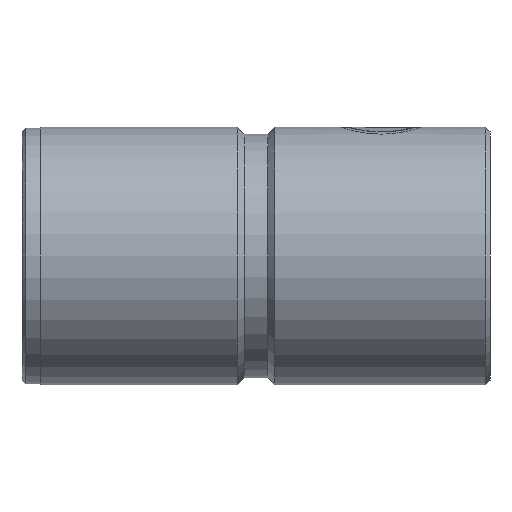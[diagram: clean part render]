
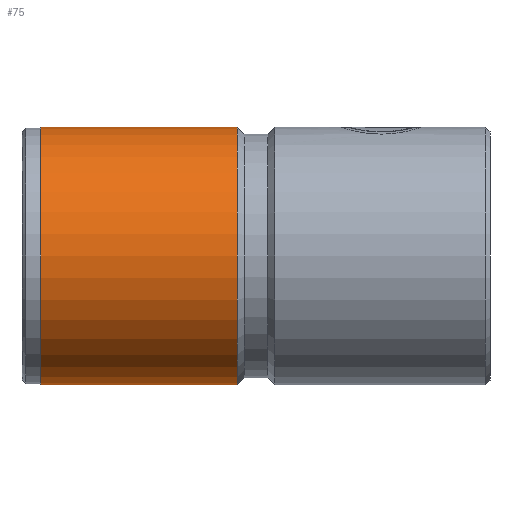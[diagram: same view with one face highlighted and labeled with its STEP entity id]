
A CAD part, left-side view. The second image highlights one B-rep face of the part: STEP entity #75.
In plain terms, the highlighted cylindrical face has radius 27.5 mm (diameter 55 mm), a partial arc.
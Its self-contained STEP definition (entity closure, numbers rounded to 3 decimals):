
#32 = LINE ( 'NONE', #956, #1101 ) ;
#75 = ADVANCED_FACE ( 'NONE', ( #1239 ), #1511, .T. ) ;
#90 = AXIS2_PLACEMENT_3D ( 'NONE', #383, #1334, #516 ) ;
#181 = CARTESIAN_POINT ( 'NONE',  ( 0., 54., 0. ) ) ;
#264 = ORIENTED_EDGE ( 'NONE', *, *, #876, .T. ) ;
#335 = DIRECTION ( 'NONE',  ( 0., 0., -1. ) ) ;
#346 = EDGE_CURVE ( 'NONE', #591, #526, #847, .T. ) ;
#381 = EDGE_LOOP ( 'NONE', ( #1233, #959, #264, #545 ) ) ;
#383 = CARTESIAN_POINT ( 'NONE',  ( 0., 96., 0. ) ) ;
#395 = CARTESIAN_POINT ( 'NONE',  ( 0., 0., 27.5 ) ) ;
#422 = EDGE_CURVE ( 'NONE', #591, #1412, #445, .T. ) ;
#433 = VECTOR ( 'NONE', #528, 1000. ) ;
#434 = CARTESIAN_POINT ( 'NONE',  ( 0., 0., 0. ) ) ;
#445 = LINE ( 'NONE', #395, #433 ) ;
#516 = DIRECTION ( 'NONE',  ( 0., 0., -1. ) ) ;
#526 = VERTEX_POINT ( 'NONE', #1448 ) ;
#528 = DIRECTION ( 'NONE',  ( 0., -1., 0. ) ) ;
#545 = ORIENTED_EDGE ( 'NONE', *, *, #1087, .F. ) ;
#569 = DIRECTION ( 'NONE',  ( 0., 0., -1. ) ) ;
#591 = VERTEX_POINT ( 'NONE', #1263 ) ;
#716 = VERTEX_POINT ( 'NONE', #1588 ) ;
#847 = CIRCLE ( 'NONE', #90, 27.5 ) ;
#849 = AXIS2_PLACEMENT_3D ( 'NONE', #434, #1254, #569 ) ;
#876 = EDGE_CURVE ( 'NONE', #526, #716, #32, .T. ) ;
#956 = CARTESIAN_POINT ( 'NONE',  ( 0., 0., -27.5 ) ) ;
#959 = ORIENTED_EDGE ( 'NONE', *, *, #346, .T. ) ;
#960 = AXIS2_PLACEMENT_3D ( 'NONE', #181, #1143, #335 ) ;
#1035 = CARTESIAN_POINT ( 'NONE',  ( 0., 54., 27.5 ) ) ;
#1087 = EDGE_CURVE ( 'NONE', #1412, #716, #1473, .T. ) ;
#1099 = DIRECTION ( 'NONE',  ( 0., -1., 0. ) ) ;
#1101 = VECTOR ( 'NONE', #1099, 1000. ) ;
#1143 = DIRECTION ( 'NONE',  ( 0., -1., 0. ) ) ;
#1233 = ORIENTED_EDGE ( 'NONE', *, *, #422, .F. ) ;
#1239 = FACE_OUTER_BOUND ( 'NONE', #381, .T. ) ;
#1254 = DIRECTION ( 'NONE',  ( 0., -1., 0. ) ) ;
#1263 = CARTESIAN_POINT ( 'NONE',  ( 0., 96., 27.5 ) ) ;
#1334 = DIRECTION ( 'NONE',  ( 0., -1., 0. ) ) ;
#1412 = VERTEX_POINT ( 'NONE', #1035 ) ;
#1448 = CARTESIAN_POINT ( 'NONE',  ( 0., 96., -27.5 ) ) ;
#1473 = CIRCLE ( 'NONE', #960, 27.5 ) ;
#1511 = CYLINDRICAL_SURFACE ( 'NONE', #849, 27.5 ) ;
#1588 = CARTESIAN_POINT ( 'NONE',  ( 0., 54., -27.5 ) ) ;
